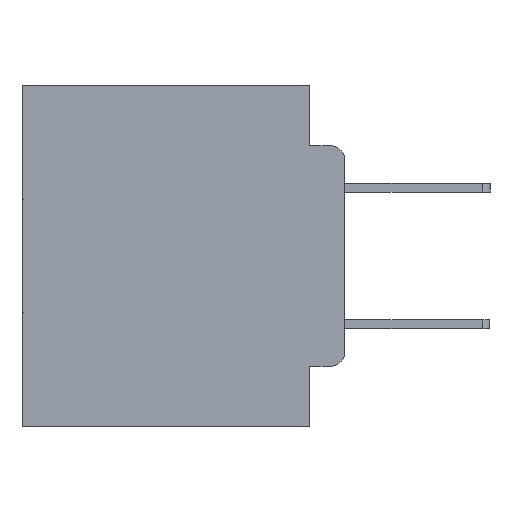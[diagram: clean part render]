
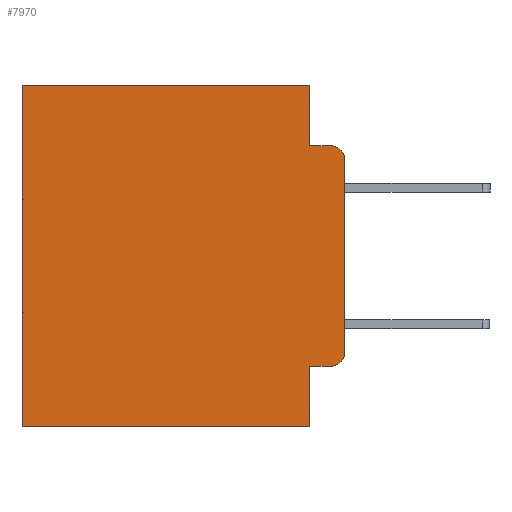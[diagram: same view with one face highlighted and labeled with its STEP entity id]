
A CAD part, left-side view. The second image highlights one B-rep face of the part: STEP entity #7970.
In plain terms, the highlighted planar face has unit normal (-1, 0, 0).
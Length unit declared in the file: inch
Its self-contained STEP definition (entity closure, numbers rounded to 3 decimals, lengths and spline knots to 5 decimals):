
#739 = EDGE_CURVE ( 'NONE', #8293, #5887, #20738, .T. ) ;
#959 = CARTESIAN_POINT ( 'NONE',  ( 0.298, 0., -0.1085 ) ) ;
#1537 = ORIENTED_EDGE ( 'NONE', *, *, #26960, .T. ) ;
#1948 = CARTESIAN_POINT ( 'NONE',  ( 0.298, 0.051, 0. ) ) ;
#2193 = DIRECTION ( 'NONE',  ( 0., 0., -1. ) ) ;
#2329 = PLANE ( 'NONE',  #21674 ) ;
#2412 = DIRECTION ( 'NONE',  ( 1., 0., 0. ) ) ;
#2759 = EDGE_CURVE ( 'NONE', #29186, #3131, #23071, .T. ) ;
#3131 = VERTEX_POINT ( 'NONE', #29670 ) ;
#3156 = LINE ( 'NONE', #25258, #13469 ) ;
#3217 = EDGE_CURVE ( 'NONE', #29186, #25061, #6562, .T. ) ;
#3231 = EDGE_CURVE ( 'NONE', #24679, #5275, #23432, .T. ) ;
#3301 = VECTOR ( 'NONE', #28414, 39.37008 ) ;
#4516 = CARTESIAN_POINT ( 'NONE',  ( 0.298, 0.473, 0. ) ) ;
#5275 = VERTEX_POINT ( 'NONE', #25972 ) ;
#5492 = AXIS2_PLACEMENT_3D ( 'NONE', #7262, #23281, #9689 ) ;
#5814 = CARTESIAN_POINT ( 'NONE',  ( 0.298, 0., 0. ) ) ;
#5836 = VECTOR ( 'NONE', #22730, 39.37008 ) ;
#5887 = VERTEX_POINT ( 'NONE', #20786 ) ;
#5981 = VECTOR ( 'NONE', #28270, 39.37008 ) ;
#6081 = VECTOR ( 'NONE', #21841, 39.37008 ) ;
#6518 = EDGE_CURVE ( 'NONE', #3131, #26779, #23570, .T. ) ;
#6562 = LINE ( 'NONE', #22306, #19598 ) ;
#7100 = CARTESIAN_POINT ( 'NONE',  ( 0.298, 0.051, -0.0885 ) ) ;
#7262 = CARTESIAN_POINT ( 'NONE',  ( 0.298, 0.02, -0.1085 ) ) ;
#7970 = ADVANCED_FACE ( 'NONE', ( #28624 ), #2329, .F. ) ;
#8293 = VERTEX_POINT ( 'NONE', #23664 ) ;
#8313 = DIRECTION ( 'NONE',  ( -1., 0., 0. ) ) ;
#8905 = LINE ( 'NONE', #21765, #3301 ) ;
#9689 = DIRECTION ( 'NONE',  ( 0., 0., -1. ) ) ;
#10176 = CARTESIAN_POINT ( 'NONE',  ( 0.298, 0., -0.3915 ) ) ;
#12494 = EDGE_CURVE ( 'NONE', #25061, #5275, #29498, .T. ) ;
#12987 = ORIENTED_EDGE ( 'NONE', *, *, #3217, .T. ) ;
#13300 = VECTOR ( 'NONE', #14882, 39.37008 ) ;
#13469 = VECTOR ( 'NONE', #20899, 39.37008 ) ;
#13883 = AXIS2_PLACEMENT_3D ( 'NONE', #21992, #8313, #24217 ) ;
#14429 = CARTESIAN_POINT ( 'NONE',  ( 0.298, 0., -0.5 ) ) ;
#14882 = DIRECTION ( 'NONE',  ( 0., -1., 0. ) ) ;
#15047 = CARTESIAN_POINT ( 'NONE',  ( 0.298, 0.473, 0. ) ) ;
#15368 = CARTESIAN_POINT ( 'NONE',  ( 0.298, 0.051, -0.4115 ) ) ;
#15489 = ORIENTED_EDGE ( 'NONE', *, *, #3231, .F. ) ;
#15543 = EDGE_CURVE ( 'NONE', #8293, #24679, #8905, .T. ) ;
#16701 = VERTEX_POINT ( 'NONE', #10176 ) ;
#17077 = VECTOR ( 'NONE', #23658, 39.37008 ) ;
#17904 = VERTEX_POINT ( 'NONE', #959 ) ;
#17945 = ORIENTED_EDGE ( 'NONE', *, *, #6518, .F. ) ;
#18709 = ORIENTED_EDGE ( 'NONE', *, *, #739, .T. ) ;
#19395 = ORIENTED_EDGE ( 'NONE', *, *, #2759, .F. ) ;
#19502 = EDGE_CURVE ( 'NONE', #17904, #26779, #22242, .T. ) ;
#19598 = VECTOR ( 'NONE', #27336, 39.37008 ) ;
#20023 = ORIENTED_EDGE ( 'NONE', *, *, #12494, .T. ) ;
#20738 = LINE ( 'NONE', #15368, #13300 ) ;
#20786 = CARTESIAN_POINT ( 'NONE',  ( 0.298, 0.02, -0.4115 ) ) ;
#20801 = ORIENTED_EDGE ( 'NONE', *, *, #27265, .F. ) ;
#20899 = DIRECTION ( 'NONE',  ( 0., 0., -1. ) ) ;
#21083 = CARTESIAN_POINT ( 'NONE',  ( 0.298, 0.051, -0.5 ) ) ;
#21106 = ORIENTED_EDGE ( 'NONE', *, *, #19502, .T. ) ;
#21674 = AXIS2_PLACEMENT_3D ( 'NONE', #5814, #2412, #2193 ) ;
#21765 = CARTESIAN_POINT ( 'NONE',  ( 0.298, 0.051, 0. ) ) ;
#21841 = DIRECTION ( 'NONE',  ( 0., 0., -1. ) ) ;
#21992 = CARTESIAN_POINT ( 'NONE',  ( 0.298, 0.02, -0.3915 ) ) ;
#22242 = CIRCLE ( 'NONE', #5492, 0.02 ) ;
#22306 = CARTESIAN_POINT ( 'NONE',  ( 0.298, 0., 0. ) ) ;
#22730 = DIRECTION ( 'NONE',  ( 0., 1., 0. ) ) ;
#23071 = LINE ( 'NONE', #24870, #17077 ) ;
#23281 = DIRECTION ( 'NONE',  ( -1., 0., 0. ) ) ;
#23432 = LINE ( 'NONE', #14429, #5836 ) ;
#23570 = LINE ( 'NONE', #7100, #5981 ) ;
#23658 = DIRECTION ( 'NONE',  ( 0., 0., -1. ) ) ;
#23664 = CARTESIAN_POINT ( 'NONE',  ( 0.298, 0.051, -0.4115 ) ) ;
#24217 = DIRECTION ( 'NONE',  ( 0., 0., -1. ) ) ;
#24634 = ORIENTED_EDGE ( 'NONE', *, *, #15543, .F. ) ;
#24679 = VERTEX_POINT ( 'NONE', #21083 ) ;
#24870 = CARTESIAN_POINT ( 'NONE',  ( 0.298, 0.051, 0. ) ) ;
#25061 = VERTEX_POINT ( 'NONE', #4516 ) ;
#25258 = CARTESIAN_POINT ( 'NONE',  ( 0.298, 0., 0. ) ) ;
#25773 = CARTESIAN_POINT ( 'NONE',  ( 0.298, 0.02, -0.0885 ) ) ;
#25972 = CARTESIAN_POINT ( 'NONE',  ( 0.298, 0.473, -0.5 ) ) ;
#26779 = VERTEX_POINT ( 'NONE', #25773 ) ;
#26785 = EDGE_LOOP ( 'NONE', ( #20801, #21106, #17945, #19395, #12987, #20023, #15489, #24634, #18709, #1537 ) ) ;
#26960 = EDGE_CURVE ( 'NONE', #5887, #16701, #27839, .T. ) ;
#27265 = EDGE_CURVE ( 'NONE', #17904, #16701, #3156, .T. ) ;
#27336 = DIRECTION ( 'NONE',  ( 0., 1., 0. ) ) ;
#27839 = CIRCLE ( 'NONE', #13883, 0.02 ) ;
#28270 = DIRECTION ( 'NONE',  ( 0., -1., 0. ) ) ;
#28414 = DIRECTION ( 'NONE',  ( 0., 0., -1. ) ) ;
#28624 = FACE_OUTER_BOUND ( 'NONE', #26785, .T. ) ;
#29186 = VERTEX_POINT ( 'NONE', #1948 ) ;
#29498 = LINE ( 'NONE', #15047, #6081 ) ;
#29670 = CARTESIAN_POINT ( 'NONE',  ( 0.298, 0.051, -0.0885 ) ) ;
